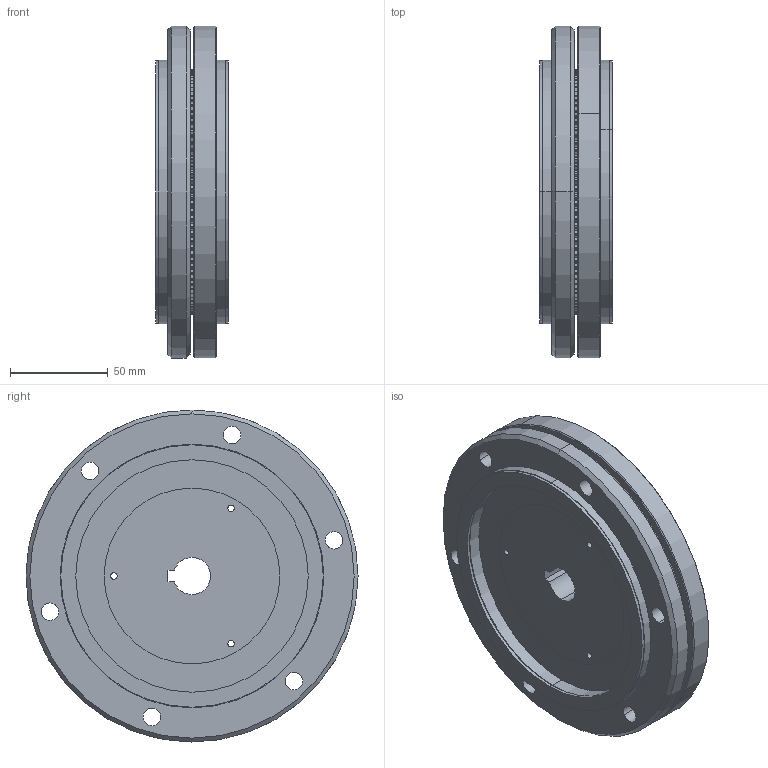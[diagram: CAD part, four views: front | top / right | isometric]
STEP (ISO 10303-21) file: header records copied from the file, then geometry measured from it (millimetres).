
FILE_DESCRIPTION (( 'STEP AP214' ), '1' );
FILE_NAME ('HDF-050-001.STEP', '2018-04-30T18:16:06', ( '' ), ( '' ), 'SwSTEP 2.0', 'SolidWorks 2018', '' );
FILE_SCHEMA (( 'AUTOMOTIVE_DESIGN' ));
Length unit declared in the file: millimetre
Products named in the file (6): HDF-050-001; HDF-050-004; HDF-050-005; HDF-050-002; HDF-050-006; HDF-050-003
Assembly tree (5 placements, depth 2):
  HDF-050-001
    HDF-050-002
    HDF-050-003
    HDF-050-004
    HDF-050-005
    HDF-050-006
Bounding box: 37.18 x 170 x 170 mm (x, y, z)
Volume: 487336.3 mm3; surface area: 158121.1 mm2
Topology: 5 solids, 5 shells, 1715 faces, 4678 edges, 2982 vertices
Faces by surface type: plane 934, cylinder 571, torus 202, cone 8
Entity records: 57476 total; most frequent: CARTESIAN_POINT 13387, ORIENTED_EDGE 9356, DIRECTION 8874, EDGE_CURVE 4678, LINE 3124, VECTOR 3124, VERTEX_POINT 2982, AXIS2_PLACEMENT_3D 2875
